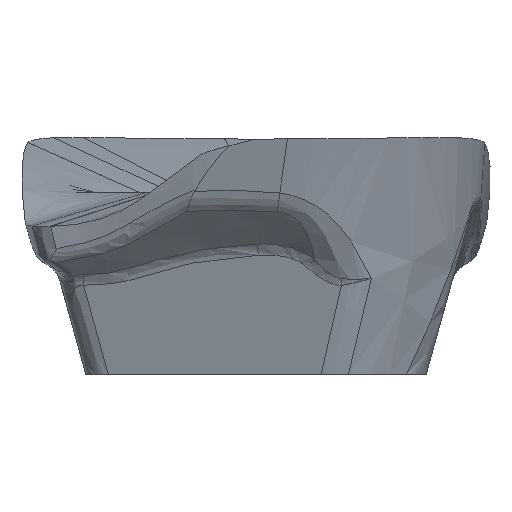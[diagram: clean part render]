
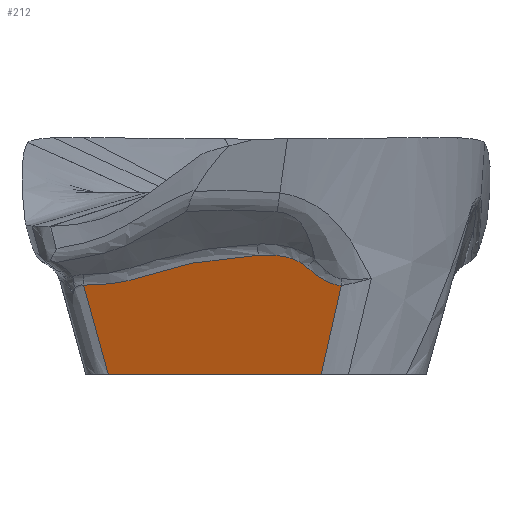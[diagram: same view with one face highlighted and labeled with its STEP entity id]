
A CAD part, left-side view. The second image highlights one B-rep face of the part: STEP entity #212.
In plain terms, the highlighted planar face has unit normal (-0.962, 0.084, -0.259).
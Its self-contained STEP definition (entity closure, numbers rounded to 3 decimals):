
#212=ADVANCED_FACE('',(#313),#265,.F.);
#265=PLANE('',#1767);
#313=FACE_OUTER_BOUND('',#406,.T.);
#406=EDGE_LOOP('',(#767,#768,#769,#770,#771,#772));
#479=LINE('',#4808,#515);
#480=LINE('',#4810,#516);
#515=VECTOR('',#1887,1.);
#516=VECTOR('',#1888,1.);
#767=ORIENTED_EDGE('',*,*,#1329,.F.);
#768=ORIENTED_EDGE('',*,*,#1325,.F.);
#769=ORIENTED_EDGE('',*,*,#1323,.F.);
#770=ORIENTED_EDGE('',*,*,#1330,.F.);
#771=ORIENTED_EDGE('',*,*,#1331,.F.);
#772=ORIENTED_EDGE('',*,*,#1332,.F.);
#1128=VERTEX_POINT('',#4676);
#1129=VERTEX_POINT('',#4683);
#1130=VERTEX_POINT('',#4717);
#1131=VERTEX_POINT('',#4777);
#1132=VERTEX_POINT('',#4807);
#1133=VERTEX_POINT('',#4809);
#1323=EDGE_CURVE('',#1128,#1129,#1604,.T.);
#1325=EDGE_CURVE('',#1129,#1130,#1606,.T.);
#1329=EDGE_CURVE('',#1130,#1131,#1610,.T.);
#1330=EDGE_CURVE('',#1132,#1128,#1611,.T.);
#1331=EDGE_CURVE('',#1133,#1132,#479,.T.);
#1332=EDGE_CURVE('',#1131,#1133,#480,.T.);
#1604=B_SPLINE_CURVE_WITH_KNOTS('',3,(#4677,#4678,#4679,#4680,#4681,#4682),
 .UNSPECIFIED.,.F.,.F.,(4,1,1,4),(0.,0.497,0.748,1.),
 .UNSPECIFIED.);
#1606=B_SPLINE_CURVE_WITH_KNOTS('',3,(#4712,#4713,#4714,#4715,#4716),
 .UNSPECIFIED.,.F.,.F.,(4,1,4),(0.,0.504,1.),.UNSPECIFIED.);
#1610=B_SPLINE_CURVE_WITH_KNOTS('',3,(#4778,#4779,#4780,#4781),
 .UNSPECIFIED.,.F.,.F.,(4,4),(0.,1.),.UNSPECIFIED.);
#1611=B_SPLINE_CURVE_WITH_KNOTS('',3,(#4798,#4799,#4800,#4801,#4802,#4803,
#4804,#4805,#4806),.UNSPECIFIED.,.F.,.F.,(4,1,1,1,1,1,4),(0.,0.251,
0.377,0.503,0.629,0.754,1.),
 .UNSPECIFIED.);
#1767=AXIS2_PLACEMENT_3D('',#4811,#1889,#1890);
#1887=DIRECTION('',(-0.23,0.26,0.938));
#1888=DIRECTION('',(0.087,0.996,0.));
#1889=DIRECTION('',(0.962,-0.084,0.259));
#1890=DIRECTION('',(0.26,0.,-0.966));
#4676=CARTESIAN_POINT('',(-7.606,-0.048,-2.383));
#4677=CARTESIAN_POINT('',(-7.606,-0.048,-2.383));
#4678=CARTESIAN_POINT('',(-7.624,-0.224,-2.371));
#4679=CARTESIAN_POINT('',(-7.646,-0.499,-2.38));
#4680=CARTESIAN_POINT('',(-7.647,-0.827,-2.483));
#4681=CARTESIAN_POINT('',(-7.635,-0.966,-2.573));
#4682=CARTESIAN_POINT('',(-7.626,-1.028,-2.627));
#4683=CARTESIAN_POINT('',(-7.626,-1.028,-2.627));
#4712=CARTESIAN_POINT('',(-7.626,-1.028,-2.627));
#4713=CARTESIAN_POINT('',(-7.611,-1.125,-2.713));
#4714=CARTESIAN_POINT('',(-7.585,-1.312,-2.87));
#4715=CARTESIAN_POINT('',(-7.576,-1.593,-2.995));
#4716=CARTESIAN_POINT('',(-7.589,-1.73,-2.994));
#4717=CARTESIAN_POINT('',(-7.589,-1.73,-2.994));
#4777=CARTESIAN_POINT('',(-7.067,-1.32,-4.8));
#4778=CARTESIAN_POINT('',(-7.589,-1.73,-2.994));
#4779=CARTESIAN_POINT('',(-7.415,-1.6,-3.598));
#4780=CARTESIAN_POINT('',(-7.241,-1.462,-4.199));
#4781=CARTESIAN_POINT('',(-7.067,-1.32,-4.8));
#4798=CARTESIAN_POINT('',(-7.132,3.495,-2.992));
#4799=CARTESIAN_POINT('',(-7.158,3.182,-2.999));
#4800=CARTESIAN_POINT('',(-7.212,2.704,-2.953));
#4801=CARTESIAN_POINT('',(-7.316,2.119,-2.755));
#4802=CARTESIAN_POINT('',(-7.386,1.7,-2.632));
#4803=CARTESIAN_POINT('',(-7.451,1.264,-2.533));
#4804=CARTESIAN_POINT('',(-7.523,0.693,-2.451));
#4805=CARTESIAN_POINT('',(-7.574,0.245,-2.407));
#4806=CARTESIAN_POINT('',(-7.606,-0.048,-2.383));
#4807=CARTESIAN_POINT('',(-7.132,3.495,-2.992));
#4808=CARTESIAN_POINT('',(-6.69,2.994,-4.8));
#4809=CARTESIAN_POINT('',(-6.69,2.994,-4.8));
#4810=CARTESIAN_POINT('',(-7.067,-1.32,-4.8));
#4811=CARTESIAN_POINT('',(-7.198,0.882,-3.598));
